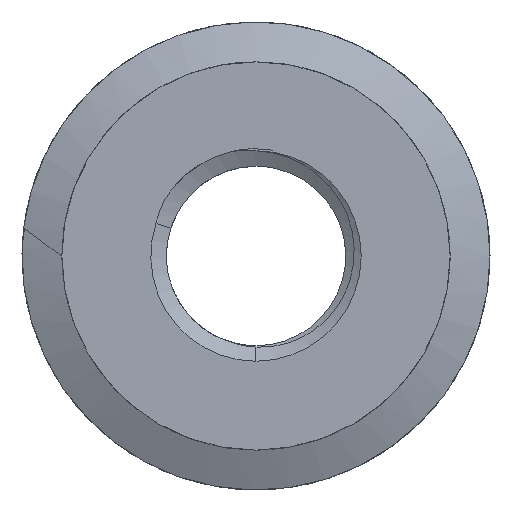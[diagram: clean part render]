
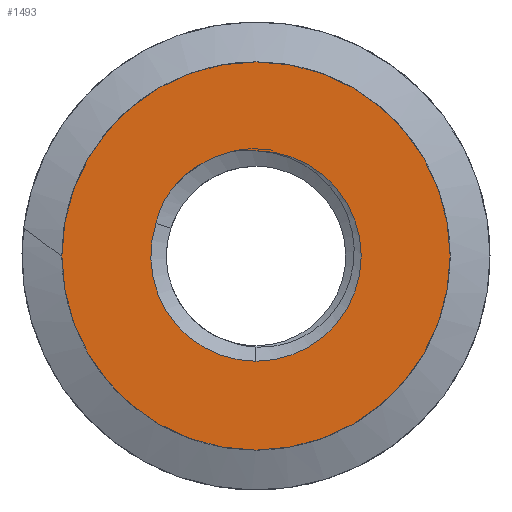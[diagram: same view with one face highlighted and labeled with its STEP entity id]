
A CAD part, front view. The second image highlights one B-rep face of the part: STEP entity #1493.
In plain terms, the highlighted planar face has unit normal (0, -1, 0).
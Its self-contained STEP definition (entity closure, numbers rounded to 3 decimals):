
#58 = CARTESIAN_POINT ( 'NONE',  ( 0., 0., 2.581 ) ) ;
#389 = VERTEX_POINT ( 'NONE', #2624 ) ;
#470 = CIRCLE ( 'NONE', #2583, 4.763 ) ;
#521 = CARTESIAN_POINT ( 'NONE',  ( 0., 0., 2.581 ) ) ;
#819 = CARTESIAN_POINT ( 'NONE',  ( -0.961, 0., 2.476 ) ) ;
#903 = ORIENTED_EDGE ( 'NONE', *, *, #4429, .T. ) ;
#914 = AXIS2_PLACEMENT_3D ( 'NONE', #1828, #3446, #3037 ) ;
#984 = EDGE_CURVE ( 'NONE', #3760, #5427, #470, .T. ) ;
#1032 = B_SPLINE_CURVE_WITH_KNOTS ( 'NONE', 3,
 ( #1700, #819, #5381, #5406, #3385, #2502, #5050, #1629 ),
 .UNSPECIFIED., .F., .F.,
 ( 4, 2, 2, 4 ),
 ( 0., 0.001, 0.002, 0.002 ),
 .UNSPECIFIED. ) ;
#1068 = DIRECTION ( 'NONE',  ( 0., 1., 0. ) ) ;
#1181 = VERTEX_POINT ( 'NONE', #3337 ) ;
#1211 = ORIENTED_EDGE ( 'NONE', *, *, #984, .F. ) ;
#1330 = CARTESIAN_POINT ( 'NONE',  ( -0.416, 0., 2.59 ) ) ;
#1487 = CARTESIAN_POINT ( 'NONE',  ( -2.453, 0., 0.801 ) ) ;
#1493 = ADVANCED_FACE ( 'NONE', ( #3692, #5356 ), #1608, .F. ) ;
#1608 = PLANE ( 'NONE',  #1975 ) ;
#1629 = CARTESIAN_POINT ( 'NONE',  ( -2.25, 0., 1.368 ) ) ;
#1700 = CARTESIAN_POINT ( 'NONE',  ( -0.624, 0., 2.558 ) ) ;
#1766 = CIRCLE ( 'NONE', #2197, 2.581 ) ;
#1828 = CARTESIAN_POINT ( 'NONE',  ( 0., 0., 0. ) ) ;
#1975 = AXIS2_PLACEMENT_3D ( 'NONE', #2451, #3273, #4952 ) ;
#1989 = EDGE_CURVE ( 'NONE', #5130, #1181, #2348, .T. ) ;
#2029 = ORIENTED_EDGE ( 'NONE', *, *, #4104, .T. ) ;
#2032 = EDGE_CURVE ( 'NONE', #5427, #3760, #3554, .T. ) ;
#2197 = AXIS2_PLACEMENT_3D ( 'NONE', #4500, #3243, #4226 ) ;
#2313 = CARTESIAN_POINT ( 'NONE',  ( -2.25, 0., 1.368 ) ) ;
#2348 = B_SPLINE_CURVE_WITH_KNOTS ( 'NONE', 3,
 ( #2313, #3986, #5239, #1487 ),
 .UNSPECIFIED., .F., .F.,
 ( 4, 4 ),
 ( 0., 0.001 ),
 .UNSPECIFIED. ) ;
#2398 = CARTESIAN_POINT ( 'NONE',  ( 0., 0., -4.763 ) ) ;
#2451 = CARTESIAN_POINT ( 'NONE',  ( 0., 0., 0. ) ) ;
#2502 = CARTESIAN_POINT ( 'NONE',  ( -2.055, 0., 1.655 ) ) ;
#2583 = AXIS2_PLACEMENT_3D ( 'NONE', #4001, #2822, #4026 ) ;
#2624 = CARTESIAN_POINT ( 'NONE',  ( -0.624, 0., 2.558 ) ) ;
#2751 = DIRECTION ( 'NONE',  ( 0., 0., 1. ) ) ;
#2777 = ORIENTED_EDGE ( 'NONE', *, *, #3399, .F. ) ;
#2822 = DIRECTION ( 'NONE',  ( 0., 1., 0. ) ) ;
#2833 = CARTESIAN_POINT ( 'NONE',  ( 0., 0., 4.763 ) ) ;
#2960 = ORIENTED_EDGE ( 'NONE', *, *, #3882, .F. ) ;
#3037 = DIRECTION ( 'NONE',  ( 0., 0., 1. ) ) ;
#3134 = B_SPLINE_CURVE_WITH_KNOTS ( 'NONE', 3,
 ( #58, #5085, #1330, #3945 ),
 .UNSPECIFIED., .F., .F.,
 ( 4, 4 ),
 ( 0.004, 0.005 ),
 .UNSPECIFIED. ) ;
#3157 = CARTESIAN_POINT ( 'NONE',  ( 0., 0., 0. ) ) ;
#3243 = DIRECTION ( 'NONE',  ( 0., 1., 0. ) ) ;
#3273 = DIRECTION ( 'NONE',  ( 0., 1., 0. ) ) ;
#3337 = CARTESIAN_POINT ( 'NONE',  ( -2.453, 0., 0.801 ) ) ;
#3385 = CARTESIAN_POINT ( 'NONE',  ( -1.823, 0., 1.908 ) ) ;
#3399 = EDGE_CURVE ( 'NONE', #3956, #389, #3134, .T. ) ;
#3446 = DIRECTION ( 'NONE',  ( 0., 1., 0. ) ) ;
#3481 = VERTEX_POINT ( 'NONE', #4299 ) ;
#3554 = CIRCLE ( 'NONE', #4261, 4.763 ) ;
#3692 = FACE_OUTER_BOUND ( 'NONE', #3832, .T. ) ;
#3760 = VERTEX_POINT ( 'NONE', #2398 ) ;
#3832 = EDGE_LOOP ( 'NONE', ( #1211, #5227 ) ) ;
#3882 = EDGE_CURVE ( 'NONE', #389, #5130, #1032, .T. ) ;
#3945 = CARTESIAN_POINT ( 'NONE',  ( -0.624, 0., 2.558 ) ) ;
#3946 = CARTESIAN_POINT ( 'NONE',  ( -2.25, 0., 1.368 ) ) ;
#3956 = VERTEX_POINT ( 'NONE', #521 ) ;
#3986 = CARTESIAN_POINT ( 'NONE',  ( -2.34, 0., 1.186 ) ) ;
#4001 = CARTESIAN_POINT ( 'NONE',  ( 0., 0., 0. ) ) ;
#4026 = DIRECTION ( 'NONE',  ( 0., 0., 1. ) ) ;
#4104 = EDGE_CURVE ( 'NONE', #3956, #3481, #4417, .T. ) ;
#4226 = DIRECTION ( 'NONE',  ( 0., 0., 1. ) ) ;
#4261 = AXIS2_PLACEMENT_3D ( 'NONE', #3157, #1068, #2751 ) ;
#4275 = EDGE_LOOP ( 'NONE', ( #5098, #2960, #2777, #2029, #903 ) ) ;
#4299 = CARTESIAN_POINT ( 'NONE',  ( 0., 0., -2.581 ) ) ;
#4417 = CIRCLE ( 'NONE', #914, 2.581 ) ;
#4429 = EDGE_CURVE ( 'NONE', #3481, #1181, #1766, .T. ) ;
#4500 = CARTESIAN_POINT ( 'NONE',  ( 0., 0., 0. ) ) ;
#4952 = DIRECTION ( 'NONE',  ( 0., 0., 1. ) ) ;
#5050 = CARTESIAN_POINT ( 'NONE',  ( -2.16, 0., 1.516 ) ) ;
#5085 = CARTESIAN_POINT ( 'NONE',  ( -0.208, 0., 2.598 ) ) ;
#5098 = ORIENTED_EDGE ( 'NONE', *, *, #1989, .F. ) ;
#5130 = VERTEX_POINT ( 'NONE', #3946 ) ;
#5227 = ORIENTED_EDGE ( 'NONE', *, *, #2032, .F. ) ;
#5239 = CARTESIAN_POINT ( 'NONE',  ( -2.408, 0., 0.997 ) ) ;
#5356 = FACE_BOUND ( 'NONE', #4275, .T. ) ;
#5381 = CARTESIAN_POINT ( 'NONE',  ( -1.276, 0., 2.329 ) ) ;
#5406 = CARTESIAN_POINT ( 'NONE',  ( -1.695, 0., 2.022 ) ) ;
#5427 = VERTEX_POINT ( 'NONE', #2833 ) ;
